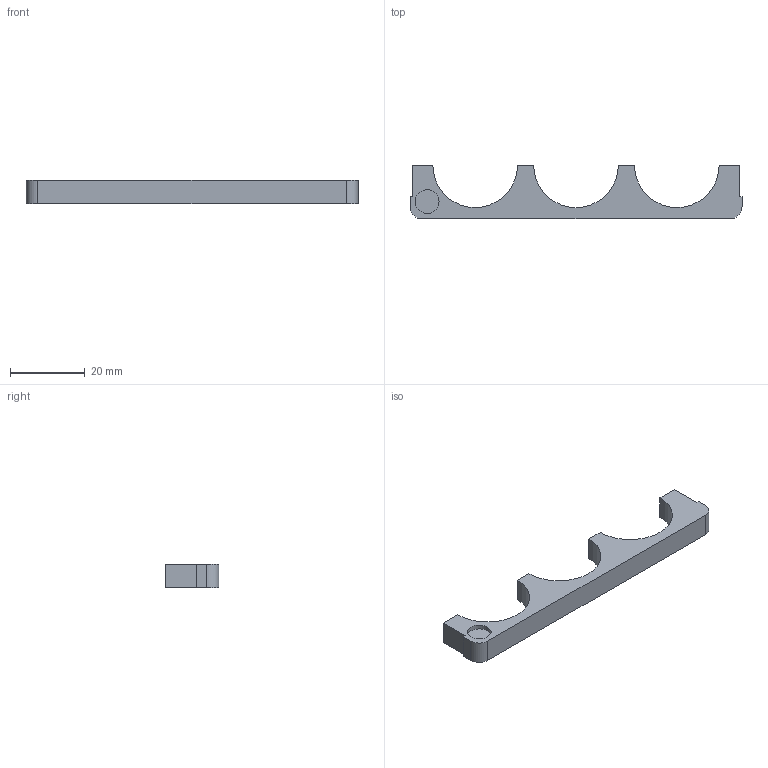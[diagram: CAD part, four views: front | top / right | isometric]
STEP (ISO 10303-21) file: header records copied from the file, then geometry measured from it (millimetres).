
FILE_DESCRIPTION(/* description */ (''),/* implementation_level */ '2;1');
FILE_NAME(/* name */ 'Tube Holder Halve 3.stp',/* time_stamp */ '2017-03-13T18:26:20-04:00',/* author */ ('qupec'),/* organization */ (''),/* preprocessor_version */ 'ST-DEVELOPER v16.5',/* originating_system */ 'Autodesk Inventor 2017',/* authorisation */ '');
FILE_SCHEMA (('AUTOMOTIVE_DESIGN { 1 0 10303 214 3 1 1 }'));
Length unit declared in the file: inch
Products named in the file (1): Tube Holder Halve 3
Bounding box: 88.65 x 14.29 x 6.35 mm (x, y, z)
Volume: 3911.8 mm3; surface area: 3082.7 mm2
Topology: 1 solids, 1 shells, 24 faces, 57 edges, 38 vertices
Faces by surface type: plane 16, cylinder 8
Full cylindrical faces by diameter (mm): 3.099 x2, 6.35 x1
Entity records: 714 total; most frequent: DIRECTION 120, CARTESIAN_POINT 117, ORIENTED_EDGE 108, EDGE_CURVE 54, AXIS2_PLACEMENT_3D 41, LINE 38, VECTOR 38, VERTEX_POINT 38
